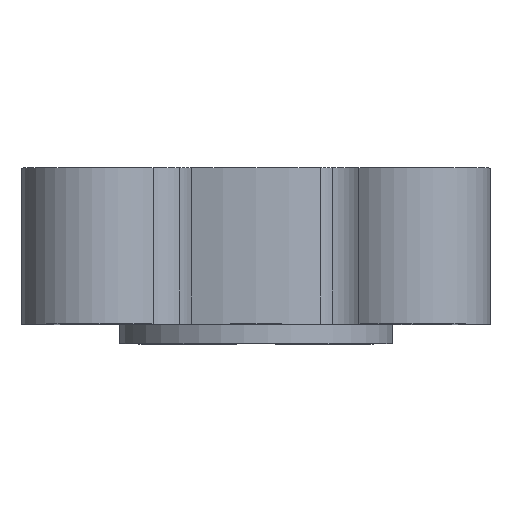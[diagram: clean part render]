
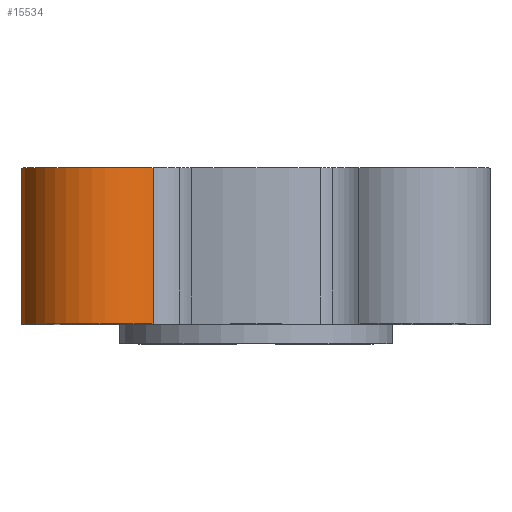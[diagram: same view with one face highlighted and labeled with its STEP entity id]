
A CAD part, top view. The second image highlights one B-rep face of the part: STEP entity #15534.
In plain terms, the highlighted cylindrical face has radius 4 mm (diameter 8 mm), a partial arc.
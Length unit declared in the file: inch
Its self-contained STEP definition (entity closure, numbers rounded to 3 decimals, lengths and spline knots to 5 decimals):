
#450 = CYLINDRICAL_SURFACE ( 'NONE', #12861, 0.15748 ) ;
#1271 = CARTESIAN_POINT ( 'NONE',  ( -0.43034, 0.03937, 0.20778 ) ) ;
#1513 = CARTESIAN_POINT ( 'NONE',  ( -0.20778, 0.03937, 0.43034 ) ) ;
#3089 = EDGE_LOOP ( 'NONE', ( #19257, #12593, #5140, #18178 ) ) ;
#4275 = DIRECTION ( 'NONE',  ( 0., 1., 0. ) ) ;
#5045 = DIRECTION ( 'NONE',  ( 0., -1., 0. ) ) ;
#5140 = ORIENTED_EDGE ( 'NONE', *, *, #24267, .F. ) ;
#8117 = DIRECTION ( 'NONE',  ( 0., -1., 0. ) ) ;
#9878 = CIRCLE ( 'NONE', #15566, 0.15748 ) ;
#11305 = VERTEX_POINT ( 'NONE', #1271 ) ;
#12593 = ORIENTED_EDGE ( 'NONE', *, *, #14541, .F. ) ;
#12861 = AXIS2_PLACEMENT_3D ( 'NONE', #22039, #8117, #12975 ) ;
#12975 = DIRECTION ( 'NONE',  ( 0., 0., -1. ) ) ;
#13500 = VECTOR ( 'NONE', #14795, 39.37008 ) ;
#13942 = DIRECTION ( 'NONE',  ( 0., 0., 1. ) ) ;
#14492 = VERTEX_POINT ( 'NONE', #19797 ) ;
#14541 = EDGE_CURVE ( 'NONE', #14492, #29401, #22064, .T. ) ;
#14795 = DIRECTION ( 'NONE',  ( 0., -1., 0. ) ) ;
#14905 = CARTESIAN_POINT ( 'NONE',  ( -0.20778, 0.35433, 0.43034 ) ) ;
#15534 = ADVANCED_FACE ( 'NONE', ( #30177 ), #450, .T. ) ;
#15566 = AXIS2_PLACEMENT_3D ( 'NONE', #18839, #21054, #25920 ) ;
#15972 = CARTESIAN_POINT ( 'NONE',  ( -0.43034, 0.35433, 0.20778 ) ) ;
#18178 = ORIENTED_EDGE ( 'NONE', *, *, #24556, .T. ) ;
#18839 = CARTESIAN_POINT ( 'NONE',  ( -0.31496, 0.35433, 0.31496 ) ) ;
#19257 = ORIENTED_EDGE ( 'NONE', *, *, #20383, .T. ) ;
#19586 = CIRCLE ( 'NONE', #27843, 0.15748 ) ;
#19797 = CARTESIAN_POINT ( 'NONE',  ( -0.20778, 0.35433, 0.43034 ) ) ;
#20383 = EDGE_CURVE ( 'NONE', #11305, #29401, #19586, .T. ) ;
#21054 = DIRECTION ( 'NONE',  ( 0., 1., 0. ) ) ;
#22039 = CARTESIAN_POINT ( 'NONE',  ( -0.31496, 0.35433, 0.31496 ) ) ;
#22064 = LINE ( 'NONE', #14905, #13500 ) ;
#23850 = CARTESIAN_POINT ( 'NONE',  ( -0.43034, 0.35433, 0.20778 ) ) ;
#24267 = EDGE_CURVE ( 'NONE', #29439, #14492, #9878, .T. ) ;
#24365 = VECTOR ( 'NONE', #5045, 39.37008 ) ;
#24556 = EDGE_CURVE ( 'NONE', #29439, #11305, #30652, .T. ) ;
#25783 = CARTESIAN_POINT ( 'NONE',  ( -0.31496, 0.03937, 0.31496 ) ) ;
#25920 = DIRECTION ( 'NONE',  ( 0., 0., 1. ) ) ;
#27843 = AXIS2_PLACEMENT_3D ( 'NONE', #25783, #4275, #13942 ) ;
#29401 = VERTEX_POINT ( 'NONE', #1513 ) ;
#29439 = VERTEX_POINT ( 'NONE', #15972 ) ;
#30177 = FACE_OUTER_BOUND ( 'NONE', #3089, .T. ) ;
#30652 = LINE ( 'NONE', #23850, #24365 ) ;
